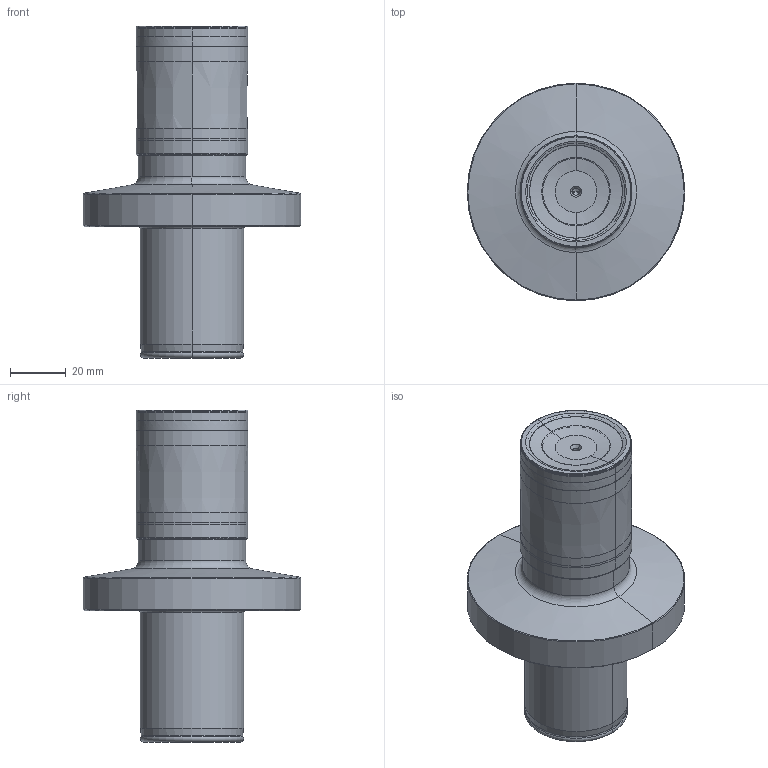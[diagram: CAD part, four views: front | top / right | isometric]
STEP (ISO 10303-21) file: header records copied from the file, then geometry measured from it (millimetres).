
FILE_DESCRIPTION((''),'2;1');
FILE_NAME('22J3C040046Z5R01__ASM','2009-10-12T',('arcalean_pc'),(''),'PRO/ENGINEER BY PARAMETRIC TECHNOLOGY CORPORATION, 2007460','PRO/ENGINEER BY PARAMETRIC TECHNOLOGY CORPORATION, 2007460','');
FILE_SCHEMA(('CONFIG_CONTROL_DESIGN'));
Length unit declared in the file: millimetre
Products named in the file (3): 22J3C040046Z5R01_HSG; SCHNEIDE; 22J3C040046Z5R01__ASM
Assembly tree (2 placements, depth 2):
  22J3C040046Z5R01__ASM
    22J3C040046Z5R01_HSG
    SCHNEIDE
Bounding box: 78 x 78 x 119 mm (x, y, z)
Volume: 181348.5 mm3; surface area: 36635 mm2
Topology: 1 solids, 2 shells, 106 faces, 226 edges, 117 vertices
Faces by surface type: revolution 52, cone 24, cylinder 14, torus 12, plane 4
Entity records: 6052 total; most frequent: CARTESIAN_POINT 3794, DIRECTION 438, ORIENTED_EDGE 426, EDGE_CURVE 215, AXIS2_PLACEMENT_3D 174, VERTEX_POINT 117, CIRCLE 115, B_SPLINE_CURVE_WITH_KNOTS 114
